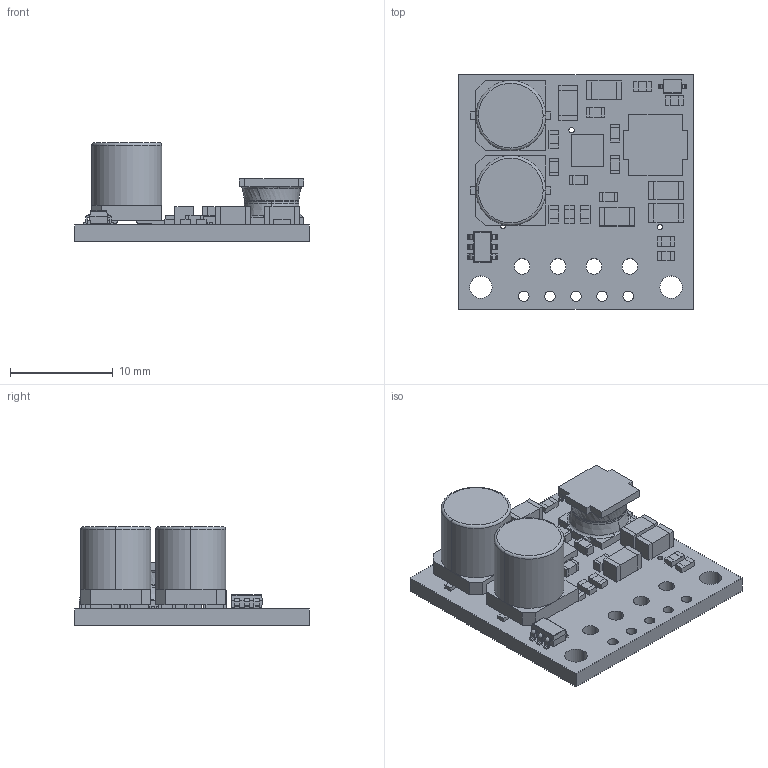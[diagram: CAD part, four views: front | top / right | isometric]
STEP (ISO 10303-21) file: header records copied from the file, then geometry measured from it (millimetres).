
FILE_DESCRIPTION (( 'STEP AP214' ), '1' );
FILE_NAME ('reg29b.step', '2023-04-13T20:51:34', ( '' ), ( '' ), 'SwSTEP 2.0', 'SolidWorks 2023', '' );
FILE_SCHEMA (( 'AUTOMOTIVE_DESIGN' ));
Length unit declared in the file: millimetre
Products named in the file (1): reg29b
Bounding box: 22.86 x 22.86 x 9.57 mm (x, y, z)
Volume: 1584.6 mm3; surface area: 2110.3 mm2
Topology: 1 solids, 1 shells, 982 faces, 2710 edges, 1772 vertices
Faces by surface type: plane 669, bspline 195, cylinder 104, torus 12, cone 2
Entity records: 49063 total; most frequent: CARTESIAN_POINT 14394, ORIENTED_EDGE 5420, DIRECTION 4052, EDGE_CURVE 2710, VECTOR 1992, LINE 1992, VERTEX_POINT 1772, EDGE_LOOP 1102
